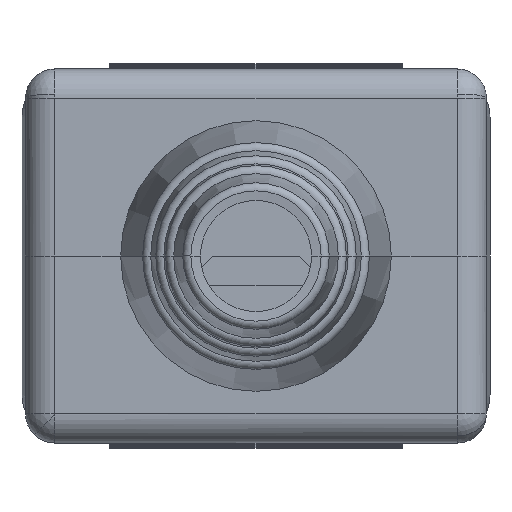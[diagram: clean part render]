
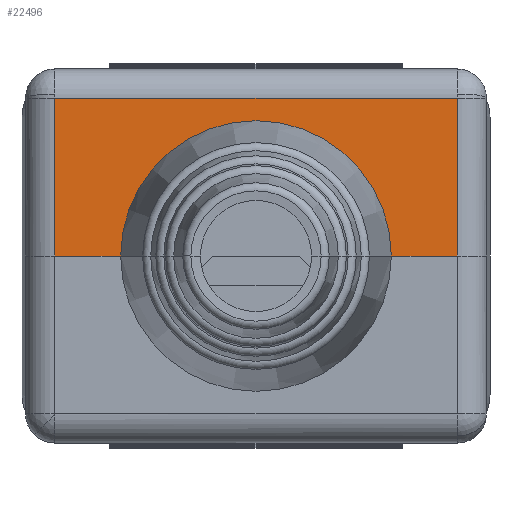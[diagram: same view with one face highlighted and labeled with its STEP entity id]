
A CAD part, front view. The second image highlights one B-rep face of the part: STEP entity #22496.
In plain terms, the highlighted planar face has unit normal (0, -1, 0).
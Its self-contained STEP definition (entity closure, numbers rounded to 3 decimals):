
#129 = VERTEX_POINT ( 'NONE', #392 ) ;
#392 = CARTESIAN_POINT ( 'NONE',  ( -13.765, -60., 10.79 ) ) ;
#1265 = ORIENTED_EDGE ( 'NONE', *, *, #22293, .T. ) ;
#1792 = CARTESIAN_POINT ( 'NONE',  ( 13.765, -60., 0. ) ) ;
#2133 = LINE ( 'NONE', #5407, #8401 ) ;
#2344 = EDGE_CURVE ( 'NONE', #18360, #23433, #19149, .T. ) ;
#2479 = DIRECTION ( 'NONE',  ( 0., 0., 1. ) ) ;
#3489 = DIRECTION ( 'NONE',  ( 1., 0., 0. ) ) ;
#3761 = VERTEX_POINT ( 'NONE', #25550 ) ;
#4262 = VECTOR ( 'NONE', #11615, 1000. ) ;
#5407 = CARTESIAN_POINT ( 'NONE',  ( -13.765, -60., 0. ) ) ;
#5691 = DIRECTION ( 'NONE',  ( 0., -1., 0. ) ) ;
#7110 = CARTESIAN_POINT ( 'NONE',  ( -13.765, -60., 0. ) ) ;
#7167 = ORIENTED_EDGE ( 'NONE', *, *, #11239, .T. ) ;
#7807 = ORIENTED_EDGE ( 'NONE', *, *, #21433, .F. ) ;
#8401 = VECTOR ( 'NONE', #13258, 1000. ) ;
#8518 = CARTESIAN_POINT ( 'NONE',  ( -16., -60., 0. ) ) ;
#10311 = VECTOR ( 'NONE', #2479, 1000. ) ;
#10388 = AXIS2_PLACEMENT_3D ( 'NONE', #8518, #25499, #19663 ) ;
#10494 = CARTESIAN_POINT ( 'NONE',  ( -13.765, -60., 0. ) ) ;
#10912 = CARTESIAN_POINT ( 'NONE',  ( 13.765, -60., 0. ) ) ;
#11239 = EDGE_CURVE ( 'NONE', #14717, #23433, #2133, .T. ) ;
#11615 = DIRECTION ( 'NONE',  ( 1., 0., 0. ) ) ;
#13258 = DIRECTION ( 'NONE',  ( 1., 0., 0. ) ) ;
#13456 = EDGE_CURVE ( 'NONE', #31472, #3761, #35362, .T. ) ;
#13481 = CARTESIAN_POINT ( 'NONE',  ( 7.5, -60., 0. ) ) ;
#14717 = VERTEX_POINT ( 'NONE', #7110 ) ;
#16156 = LINE ( 'NONE', #10494, #10311 ) ;
#16399 = LINE ( 'NONE', #13481, #34297 ) ;
#16577 = EDGE_CURVE ( 'NONE', #129, #3761, #25849, .T. ) ;
#18204 = DIRECTION ( 'NONE',  ( 0., 0., 1. ) ) ;
#18360 = VERTEX_POINT ( 'NONE', #22807 ) ;
#19087 = ORIENTED_EDGE ( 'NONE', *, *, #2344, .F. ) ;
#19149 = CIRCLE ( 'NONE', #33155, 7.5 ) ;
#19663 = DIRECTION ( 'NONE',  ( 0., 0., -1. ) ) ;
#20552 = ORIENTED_EDGE ( 'NONE', *, *, #16577, .F. ) ;
#21433 = EDGE_CURVE ( 'NONE', #14717, #129, #16156, .T. ) ;
#22293 = EDGE_CURVE ( 'NONE', #18360, #31472, #16399, .T. ) ;
#22496 = ADVANCED_FACE ( 'NONE', ( #28249 ), #22576, .T. ) ;
#22576 = PLANE ( 'NONE',  #10388 ) ;
#22807 = CARTESIAN_POINT ( 'NONE',  ( 7.5, -60., 0. ) ) ;
#22913 = EDGE_LOOP ( 'NONE', ( #1265, #33698, #20552, #7807, #7167, #19087 ) ) ;
#23296 = CARTESIAN_POINT ( 'NONE',  ( -13.765, -60., 10.79 ) ) ;
#23433 = VERTEX_POINT ( 'NONE', #33525 ) ;
#25499 = DIRECTION ( 'NONE',  ( 0., -1., 0. ) ) ;
#25550 = CARTESIAN_POINT ( 'NONE',  ( 13.765, -60., 10.79 ) ) ;
#25720 = VECTOR ( 'NONE', #18204, 1000. ) ;
#25849 = LINE ( 'NONE', #23296, #4262 ) ;
#28249 = FACE_OUTER_BOUND ( 'NONE', #22913, .T. ) ;
#31061 = CARTESIAN_POINT ( 'NONE',  ( 0., -60., 0. ) ) ;
#31472 = VERTEX_POINT ( 'NONE', #10912 ) ;
#33155 = AXIS2_PLACEMENT_3D ( 'NONE', #31061, #5691, #3489 ) ;
#33525 = CARTESIAN_POINT ( 'NONE',  ( -7.5, -60., 0. ) ) ;
#33698 = ORIENTED_EDGE ( 'NONE', *, *, #13456, .T. ) ;
#34297 = VECTOR ( 'NONE', #35762, 1000. ) ;
#35362 = LINE ( 'NONE', #1792, #25720 ) ;
#35762 = DIRECTION ( 'NONE',  ( 1., 0., 0. ) ) ;
